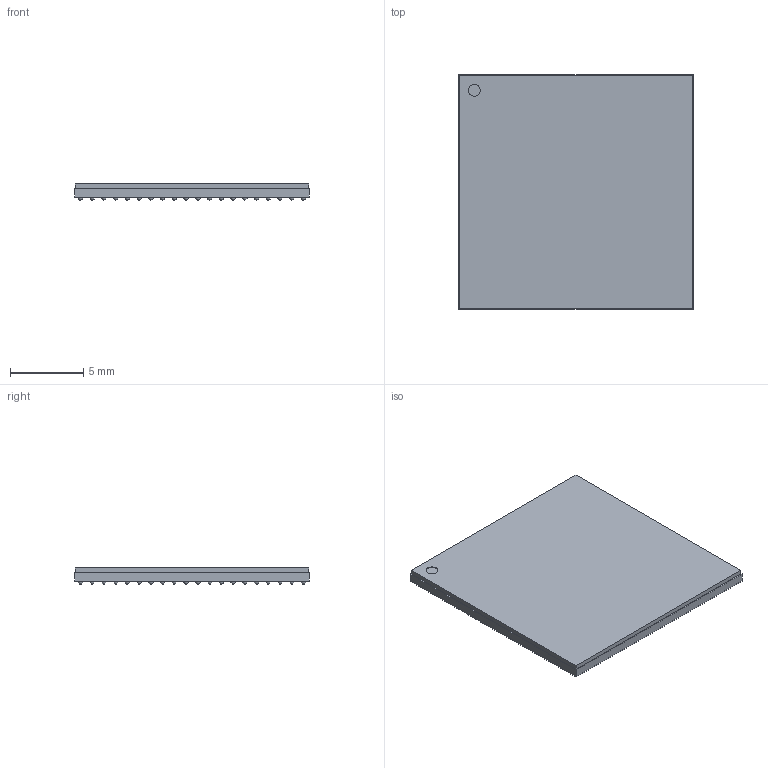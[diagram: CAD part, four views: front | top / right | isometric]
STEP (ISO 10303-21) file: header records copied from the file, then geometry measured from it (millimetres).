
FILE_DESCRIPTION(/* description */ (''),/* implementation_level */ '2;1');
FILE_NAME(/* name */ 'bga_1629062670662.stp',/* time_stamp */ '2021-08-15T21:24:36+00:00',/* author */ (''),/* organization */ (''),/* preprocessor_version */ 'ST-DEVELOPER v18.1',/* originating_system */ 'ASM',/* authorisation */ '');
FILE_SCHEMA (('AUTOMOTIVE_DESIGN { 1 0 10303 214 3 1 1 }'));
Length unit declared in the file: millimetre
Products named in the file (1): bga_1629062670662
Bounding box: 16 x 16 x 1.1 mm (x, y, z)
Volume: 233.6 mm3; surface area: 619.9 mm2
Topology: 1 solids, 1 shells, 413 faces, 1227 edges, 818 vertices
Faces by surface type: sphere 400, plane 12, cylinder 1
Full cylindrical faces by diameter (mm): 0.8 x1
Entity records: 12802 total; most frequent: DIRECTION 2457, CARTESIAN_POINT 2059, ORIENTED_EDGE 1654, AXIS2_PLACEMENT_3D 1216, EDGE_CURVE 827, VERTEX_POINT 818, EDGE_LOOP 815, CIRCLE 802
